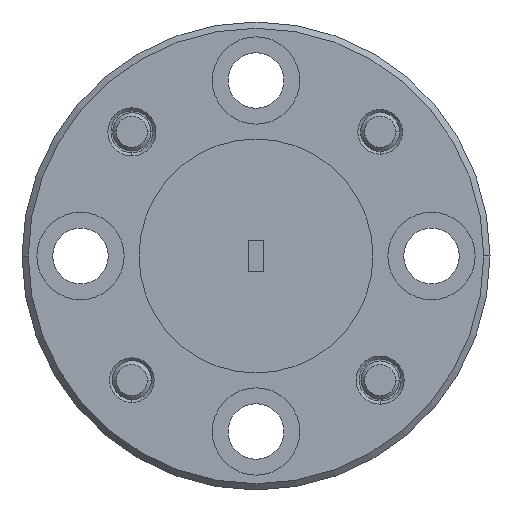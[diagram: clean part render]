
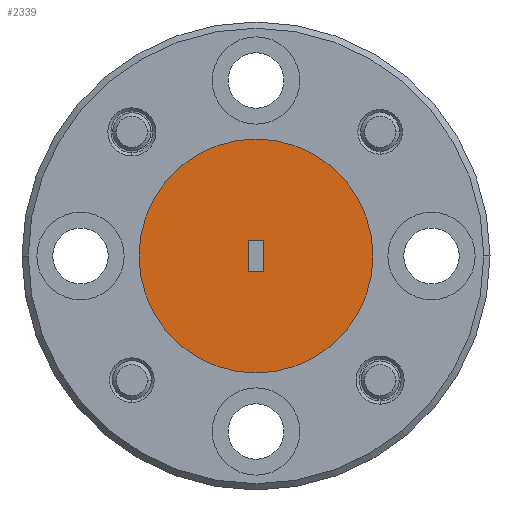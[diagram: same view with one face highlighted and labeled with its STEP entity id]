
A CAD part, left-side view. The second image highlights one B-rep face of the part: STEP entity #2339.
In plain terms, the highlighted planar face has unit normal (-1, 0, 0).
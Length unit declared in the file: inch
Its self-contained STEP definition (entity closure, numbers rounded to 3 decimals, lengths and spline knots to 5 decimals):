
#384 = DIRECTION ( 'NONE',  ( 1., 0., 0. ) ) ;
#393 = CARTESIAN_POINT ( 'NONE',  ( 0., -0.01275, -0.0255 ) ) ;
#432 = DIRECTION ( 'NONE',  ( 0., 0., -1. ) ) ;
#599 = VECTOR ( 'NONE', #712, 39.37008 ) ;
#683 = VECTOR ( 'NONE', #4065, 39.37008 ) ;
#697 = VERTEX_POINT ( 'NONE', #741 ) ;
#712 = DIRECTION ( 'NONE',  ( 0., 1., 0. ) ) ;
#741 = CARTESIAN_POINT ( 'NONE',  ( 0., -0.1875, 0. ) ) ;
#747 = CARTESIAN_POINT ( 'NONE',  ( 0., 0., 0. ) ) ;
#780 = EDGE_CURVE ( 'NONE', #1007, #3244, #3740, .T. ) ;
#796 = ORIENTED_EDGE ( 'NONE', *, *, #780, .T. ) ;
#969 = AXIS2_PLACEMENT_3D ( 'NONE', #3044, #384, #2722 ) ;
#1007 = VERTEX_POINT ( 'NONE', #1269 ) ;
#1160 = VERTEX_POINT ( 'NONE', #3964 ) ;
#1169 = ORIENTED_EDGE ( 'NONE', *, *, #3742, .F. ) ;
#1181 = ORIENTED_EDGE ( 'NONE', *, *, #2247, .F. ) ;
#1269 = CARTESIAN_POINT ( 'NONE',  ( 0., 0.01275, -0.0255 ) ) ;
#1314 = VECTOR ( 'NONE', #3440, 39.37008 ) ;
#1347 = EDGE_CURVE ( 'NONE', #1160, #2168, #3260, .T. ) ;
#1377 = DIRECTION ( 'NONE',  ( 1., 0., 0. ) ) ;
#1467 = DIRECTION ( 'NONE',  ( -1., 0., 0. ) ) ;
#1607 = CARTESIAN_POINT ( 'NONE',  ( 0., -0.01275, -0.0255 ) ) ;
#1701 = EDGE_CURVE ( 'NONE', #2168, #1007, #2123, .T. ) ;
#1901 = EDGE_LOOP ( 'NONE', ( #3577, #4227, #2208, #796 ) ) ;
#1914 = CIRCLE ( 'NONE', #969, 0.1875 ) ;
#1959 = LINE ( 'NONE', #3395, #683 ) ;
#2027 = VECTOR ( 'NONE', #432, 39.37008 ) ;
#2123 = LINE ( 'NONE', #393, #599 ) ;
#2168 = VERTEX_POINT ( 'NONE', #1607 ) ;
#2208 = ORIENTED_EDGE ( 'NONE', *, *, #1701, .T. ) ;
#2247 = EDGE_CURVE ( 'NONE', #3270, #697, #3041, .T. ) ;
#2339 = ADVANCED_FACE ( 'NONE', ( #3139, #2893 ), #3058, .T. ) ;
#2370 = CARTESIAN_POINT ( 'NONE',  ( 0., 0., 0. ) ) ;
#2373 = CARTESIAN_POINT ( 'NONE',  ( 0., 0.01275, 0.0255 ) ) ;
#2380 = EDGE_LOOP ( 'NONE', ( #1181, #1169 ) ) ;
#2382 = AXIS2_PLACEMENT_3D ( 'NONE', #2370, #1377, #3337 ) ;
#2722 = DIRECTION ( 'NONE',  ( 0., 1., 0. ) ) ;
#2737 = CARTESIAN_POINT ( 'NONE',  ( 0., 0.1875, 0. ) ) ;
#2893 = FACE_OUTER_BOUND ( 'NONE', #2380, .T. ) ;
#3041 = CIRCLE ( 'NONE', #2382, 0.1875 ) ;
#3044 = CARTESIAN_POINT ( 'NONE',  ( 0., 0., 0. ) ) ;
#3058 = PLANE ( 'NONE',  #3406 ) ;
#3139 = FACE_BOUND ( 'NONE', #1901, .T. ) ;
#3244 = VERTEX_POINT ( 'NONE', #2373 ) ;
#3249 = EDGE_CURVE ( 'NONE', #3244, #1160, #1959, .T. ) ;
#3260 = LINE ( 'NONE', #3793, #2027 ) ;
#3270 = VERTEX_POINT ( 'NONE', #2737 ) ;
#3337 = DIRECTION ( 'NONE',  ( 0., 1., 0. ) ) ;
#3395 = CARTESIAN_POINT ( 'NONE',  ( 0., -0.01275, 0.0255 ) ) ;
#3406 = AXIS2_PLACEMENT_3D ( 'NONE', #747, #1467, #3720 ) ;
#3440 = DIRECTION ( 'NONE',  ( 0., 0., 1. ) ) ;
#3577 = ORIENTED_EDGE ( 'NONE', *, *, #3249, .T. ) ;
#3720 = DIRECTION ( 'NONE',  ( 0., -1., 0. ) ) ;
#3740 = LINE ( 'NONE', #3768, #1314 ) ;
#3742 = EDGE_CURVE ( 'NONE', #697, #3270, #1914, .T. ) ;
#3768 = CARTESIAN_POINT ( 'NONE',  ( 0., 0.01275, -0.0255 ) ) ;
#3793 = CARTESIAN_POINT ( 'NONE',  ( 0., -0.01275, -0.0255 ) ) ;
#3964 = CARTESIAN_POINT ( 'NONE',  ( 0., -0.01275, 0.0255 ) ) ;
#4065 = DIRECTION ( 'NONE',  ( 0., -1., 0. ) ) ;
#4227 = ORIENTED_EDGE ( 'NONE', *, *, #1347, .T. ) ;
